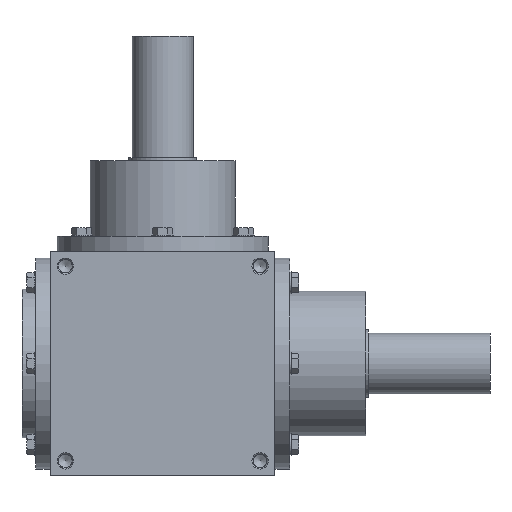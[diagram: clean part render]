
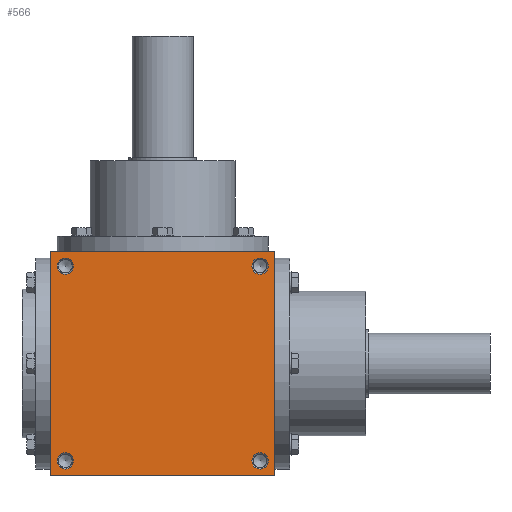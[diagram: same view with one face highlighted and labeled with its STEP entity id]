
A CAD part, front view. The second image highlights one B-rep face of the part: STEP entity #566.
In plain terms, the highlighted planar face has unit normal (0, -1, 0).
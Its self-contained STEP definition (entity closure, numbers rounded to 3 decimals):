
#566 = ADVANCED_FACE( '', ( #1121, #1122, #1123, #1124, #1125 ), #1126, .F. );
#1121 = FACE_BOUND( '', #1722, .T. );
#1122 = FACE_BOUND( '', #1723, .T. );
#1123 = FACE_BOUND( '', #1724, .T. );
#1124 = FACE_BOUND( '', #1725, .T. );
#1125 = FACE_OUTER_BOUND( '', #1726, .T. );
#1126 = PLANE( '', #1727 );
#1722 = EDGE_LOOP( '', ( #2620 ) );
#1723 = EDGE_LOOP( '', ( #2621 ) );
#1724 = EDGE_LOOP( '', ( #2622 ) );
#1725 = EDGE_LOOP( '', ( #2623 ) );
#1726 = EDGE_LOOP( '', ( #2624, #2625, #2626, #2627 ) );
#1727 = AXIS2_PLACEMENT_3D( '', #2628, #2629, #2630 );
#2620 = ORIENTED_EDGE( '', *, *, #3146, .T. );
#2621 = ORIENTED_EDGE( '', *, *, #3303, .T. );
#2622 = ORIENTED_EDGE( '', *, *, #3393, .F. );
#2623 = ORIENTED_EDGE( '', *, *, #3394, .F. );
#2624 = ORIENTED_EDGE( '', *, *, #3233, .T. );
#2625 = ORIENTED_EDGE( '', *, *, #3395, .F. );
#2626 = ORIENTED_EDGE( '', *, *, #3366, .F. );
#2627 = ORIENTED_EDGE( '', *, *, #3396, .T. );
#2628 = CARTESIAN_POINT( '', ( -83., -83., 83. ) );
#2629 = DIRECTION( '', ( 0., 1., 0. ) );
#2630 = DIRECTION( '', ( 0., 0., 1. ) );
#3146 = EDGE_CURVE( '', #3609, #3609, #3610, .T. );
#3233 = EDGE_CURVE( '', #3745, #3747, #3749, .T. );
#3303 = EDGE_CURVE( '', #3850, #3850, #3851, .T. );
#3366 = EDGE_CURVE( '', #3930, #3932, #3933, .T. );
#3393 = EDGE_CURVE( '', #3968, #3968, #3969, .T. );
#3394 = EDGE_CURVE( '', #3970, #3970, #3971, .T. );
#3395 = EDGE_CURVE( '', #3932, #3747, #3972, .T. );
#3396 = EDGE_CURVE( '', #3930, #3745, #3973, .T. );
#3609 = VERTEX_POINT( '', #4226 );
#3610 = CIRCLE( '', #4227, 6. );
#3745 = VERTEX_POINT( '', #4433 );
#3747 = VERTEX_POINT( '', #4436 );
#3749 = LINE( '', #4439, #4440 );
#3850 = VERTEX_POINT( '', #4560 );
#3851 = CIRCLE( '', #4561, 6. );
#3930 = VERTEX_POINT( '', #4640 );
#3932 = VERTEX_POINT( '', #4643 );
#3933 = LINE( '', #4644, #4645 );
#3968 = VERTEX_POINT( '', #4726 );
#3969 = CIRCLE( '', #4727, 6. );
#3970 = VERTEX_POINT( '', #4728 );
#3971 = CIRCLE( '', #4729, 6. );
#3972 = LINE( '', #4730, #4731 );
#3973 = LINE( '', #4732, #4733 );
#4226 = CARTESIAN_POINT( '', ( -72., -83., -66. ) );
#4227 = AXIS2_PLACEMENT_3D( '', #4987, #4988, #4989 );
#4433 = CARTESIAN_POINT( '', ( -83., -83., -83. ) );
#4436 = CARTESIAN_POINT( '', ( 83., -83., -83. ) );
#4439 = CARTESIAN_POINT( '', ( -83., -83., -83. ) );
#4440 = VECTOR( '', #5138, 1000. );
#4560 = CARTESIAN_POINT( '', ( -72., -83., 78. ) );
#4561 = AXIS2_PLACEMENT_3D( '', #5264, #5265, #5266 );
#4640 = CARTESIAN_POINT( '', ( -83., -83., 83. ) );
#4643 = CARTESIAN_POINT( '', ( 83., -83., 83. ) );
#4644 = CARTESIAN_POINT( '', ( -83., -83., 83. ) );
#4645 = VECTOR( '', #5367, 1000. );
#4726 = CARTESIAN_POINT( '', ( 72., -83., -78. ) );
#4727 = AXIS2_PLACEMENT_3D( '', #5405, #5406, #5407 );
#4728 = CARTESIAN_POINT( '', ( 72., -83., 66. ) );
#4729 = AXIS2_PLACEMENT_3D( '', #5408, #5409, #5410 );
#4730 = CARTESIAN_POINT( '', ( 83., -83., 83. ) );
#4731 = VECTOR( '', #5411, 1000. );
#4732 = CARTESIAN_POINT( '', ( -83., -83., 83. ) );
#4733 = VECTOR( '', #5412, 1000. );
#4987 = CARTESIAN_POINT( '', ( -72., -83., -72. ) );
#4988 = DIRECTION( '', ( 0., 1., 0. ) );
#4989 = DIRECTION( '', ( 0., 0., 1. ) );
#5138 = DIRECTION( '', ( 1., 0., 0. ) );
#5264 = CARTESIAN_POINT( '', ( -72., -83., 72. ) );
#5265 = DIRECTION( '', ( 0., 1., 0. ) );
#5266 = DIRECTION( '', ( 0., 0., 1. ) );
#5367 = DIRECTION( '', ( 1., 0., 0. ) );
#5405 = CARTESIAN_POINT( '', ( 72., -83., -72. ) );
#5406 = DIRECTION( '', ( 0., -1., 0. ) );
#5407 = DIRECTION( '', ( 0., 0., -1. ) );
#5408 = CARTESIAN_POINT( '', ( 72., -83., 72. ) );
#5409 = DIRECTION( '', ( 0., -1., 0. ) );
#5410 = DIRECTION( '', ( 0., 0., -1. ) );
#5411 = DIRECTION( '', ( 0., 0., -1. ) );
#5412 = DIRECTION( '', ( 0., 0., -1. ) );
